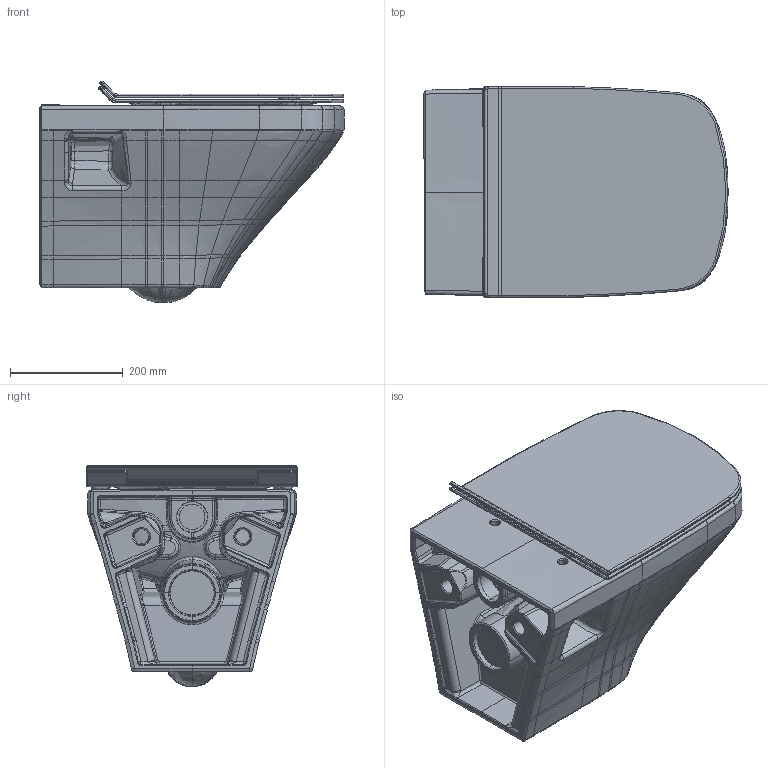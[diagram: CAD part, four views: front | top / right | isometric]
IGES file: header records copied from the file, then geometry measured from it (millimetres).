
Global section: file name: No Iges File Name specified; native system: Autodesk Inventor 2011; preprocessor: AutoDesk Inventor Iges Exporter R2011; author: Administrator; date: 20130529.153632; units: millimetre
Bounding box: 540.11 x 374.56 x 393.98 mm (x, y, z)
Volume: 20182430.7 mm3; surface area: 1850006.4 mm2
Topology: 9 solids, 9 shells, 1815 faces, 4127 edges, 2303 vertices
Faces by surface type: bspline 1489, plane 93, revolution 90, cylinder 79, torus 50, sphere 8, cone 6
